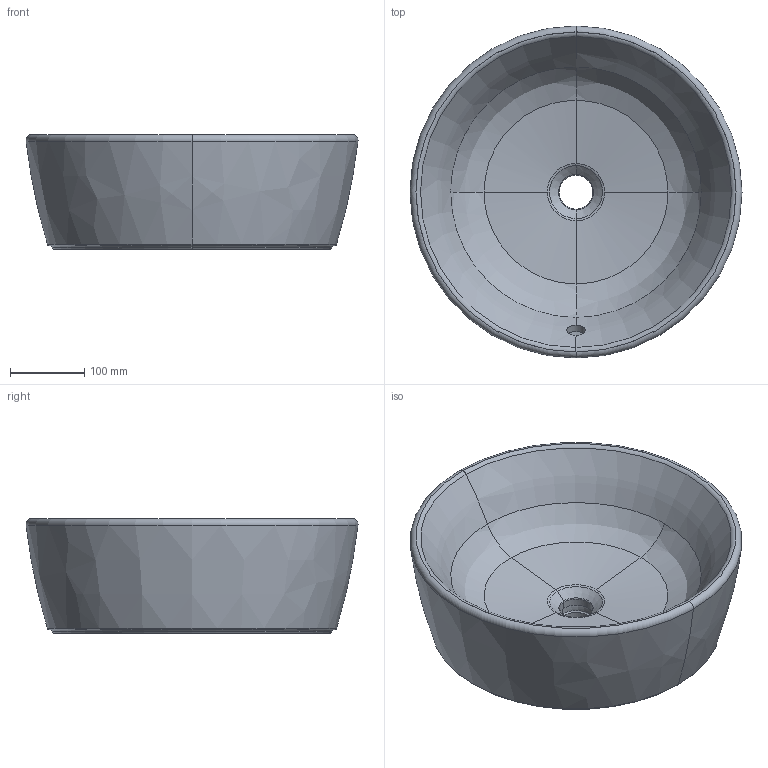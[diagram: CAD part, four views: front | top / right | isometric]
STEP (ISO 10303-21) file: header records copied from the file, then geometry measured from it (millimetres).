
FILE_DESCRIPTION(/* description */ (''),/* implementation_level */ '2;1');
FILE_NAME(/* name */ '5A2545_5A2546.stp',/* time_stamp */ '2020-07-14T11:08:32+02:00',/* author */ (''),/* organization */ (''),/* preprocessor_version */ 'ST-DEVELOPER v16.7',/* originating_system */ 'SIEMENS PLM Software NX 1863',/* authorisation */ '');
FILE_SCHEMA (('AUTOMOTIVE_DESIGN { 1 0 10303 214 3 1 1 1 }'));
Length unit declared in the file: millimetre
Products named in the file (1): koeb16EC48C9gbto
Bounding box: 448.11 x 448.11 x 155 mm (x, y, z)
Volume: 5111375.5 mm3; surface area: 963004.6 mm2
Topology: 1 solids, 1 shells, 400 faces, 935 edges, 509 vertices
Faces by surface type: bspline 314, plane 25, torus 24, sphere 18, cone 12, cylinder 5, revolution 2
Entity records: 23637 total; most frequent: CARTESIAN_POINT 17137, ORIENTED_EDGE 1824, EDGE_CURVE 912, DIRECTION 642, B_SPLINE_CURVE_WITH_KNOTS 631, VERTEX_POINT 510, EDGE_LOOP 408, ADVANCED_FACE 400
